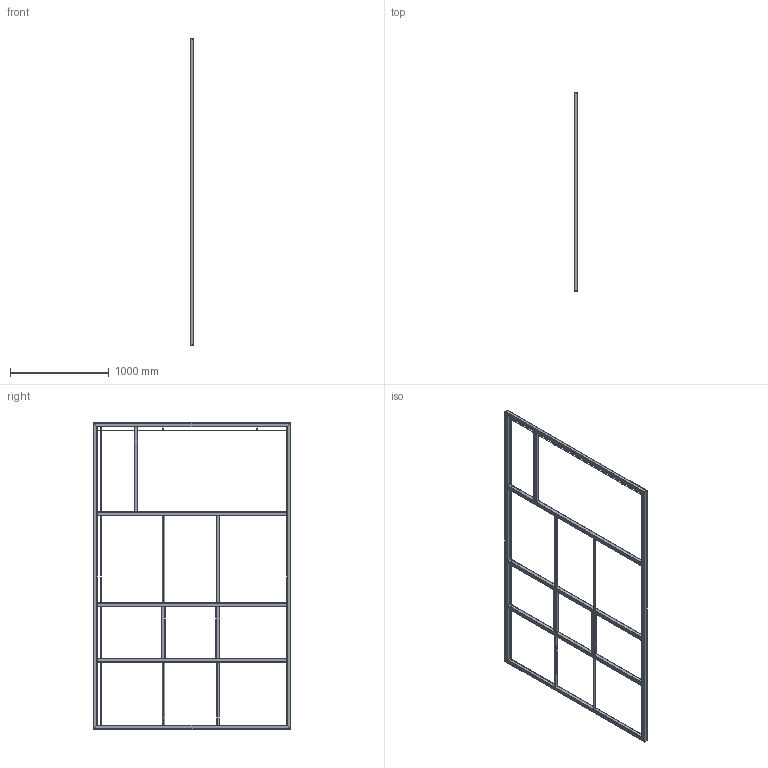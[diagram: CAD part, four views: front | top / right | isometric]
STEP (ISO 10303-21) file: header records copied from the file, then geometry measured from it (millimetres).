
FILE_DESCRIPTION (( 'STEP AP214' ), '1' );
FILE_NAME ('Varav_uksega.STEP', '2025-05-01T12:43:10', ( '' ), ( '' ), 'SwSTEP 2.0', 'SolidWorks 2024', '' );
FILE_SCHEMA (( 'AUTOMOTIVE_DESIGN' ));
Length unit declared in the file: millimetre
Products named in the file (1): Varav_uksega
Bounding box: 40 x 2000 x 3100 mm (x, y, z)
Volume: 6024888.9 mm3; surface area: 6237006.4 mm2
Topology: 24 solids, 24 shells, 268 faces, 660 edges, 440 vertices
Faces by surface type: plane 136, cylinder 132
Entity records: 8262 total; most frequent: CARTESIAN_POINT 1561, DIRECTION 1334, ORIENTED_EDGE 1320, EDGE_CURVE 660, AXIS2_PLACEMENT_3D 469, VERTEX_POINT 440, LINE 396, VECTOR 396
